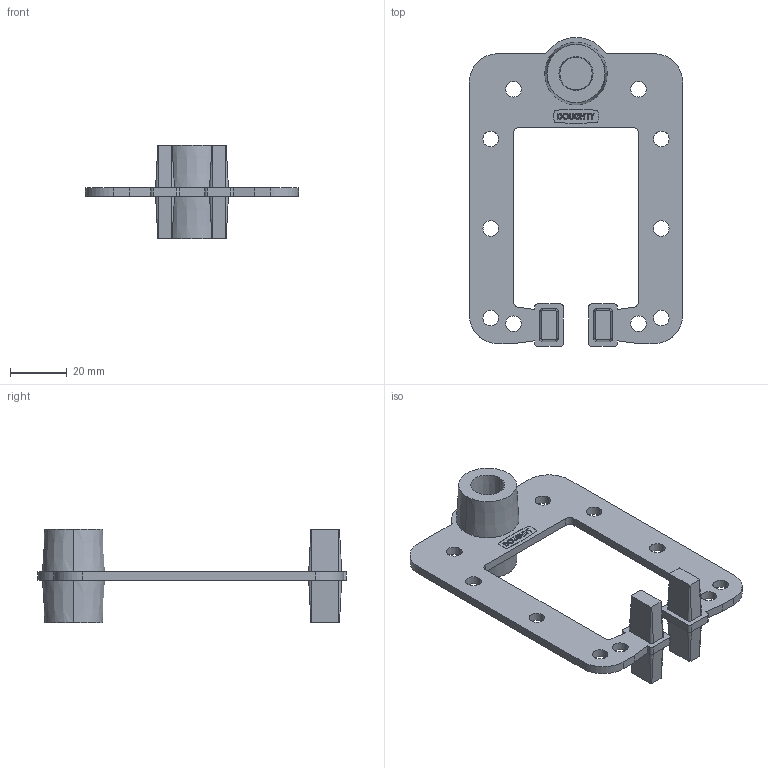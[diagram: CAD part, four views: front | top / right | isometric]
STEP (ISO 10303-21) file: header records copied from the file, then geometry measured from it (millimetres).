
FILE_DESCRIPTION (( 'STEP AP214' ), '1' );
FILE_NAME ('T63748.STEP', '2023-06-08T14:38:53', ( '' ), ( '' ), 'SwSTEP 2.0', 'SolidWorks 2022', '' );
FILE_SCHEMA (( 'AUTOMOTIVE_DESIGN' ));
Length unit declared in the file: millimetre
Products named in the file (1): T63748
Bounding box: 75 x 108.7 x 33 mm (x, y, z)
Volume: 24766.1 mm3; surface area: 16151.9 mm2
Topology: 1 solids, 1 shells, 188 faces, 504 edges, 336 vertices
Faces by surface type: plane 104, cylinder 60, cone 24
Entity records: 5990 total; most frequent: DIRECTION 1050, CARTESIAN_POINT 1029, ORIENTED_EDGE 1008, EDGE_CURVE 504, AXIS2_PLACEMENT_3D 357, VECTOR 336, VERTEX_POINT 336, LINE 336
